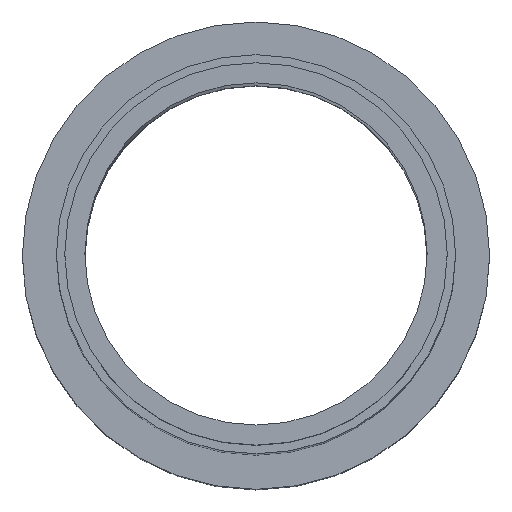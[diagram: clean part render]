
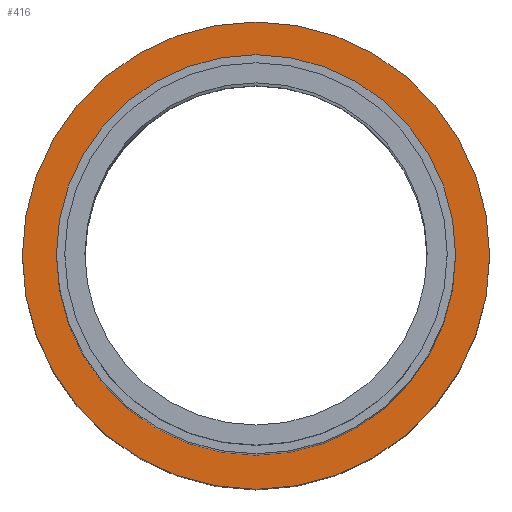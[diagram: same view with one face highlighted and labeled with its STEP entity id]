
A CAD part, top view. The second image highlights one B-rep face of the part: STEP entity #416.
In plain terms, the highlighted planar face has unit normal (0, 0, 1).
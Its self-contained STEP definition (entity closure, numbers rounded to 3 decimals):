
#4 = EDGE_LOOP ( 'NONE', ( #242, #295 ) ) ;
#19 = DIRECTION ( 'NONE',  ( 0., 0., 1. ) ) ;
#25 = FACE_OUTER_BOUND ( 'NONE', #543, .T. ) ;
#50 = DIRECTION ( 'NONE',  ( 0., 0., 1. ) ) ;
#57 = AXIS2_PLACEMENT_3D ( 'NONE', #88, #275, #454 ) ;
#66 = CIRCLE ( 'NONE', #57, 59.65 ) ;
#81 = CARTESIAN_POINT ( 'NONE',  ( 0., 0., -294. ) ) ;
#88 = CARTESIAN_POINT ( 'NONE',  ( 0., 0., -294. ) ) ;
#91 = EDGE_CURVE ( 'NONE', #210, #311, #512, .T. ) ;
#115 = CARTESIAN_POINT ( 'NONE',  ( -69.85, 0., -294. ) ) ;
#127 = AXIS2_PLACEMENT_3D ( 'NONE', #81, #268, #446 ) ;
#141 = CIRCLE ( 'NONE', #127, 69.85 ) ;
#168 = DIRECTION ( 'NONE',  ( -1., 0., 0. ) ) ;
#187 = AXIS2_PLACEMENT_3D ( 'NONE', #392, #584, #168 ) ;
#197 = CARTESIAN_POINT ( 'NONE',  ( -59.65, 0., -294. ) ) ;
#209 = DIRECTION ( 'NONE',  ( 1., 0., 0. ) ) ;
#210 = VERTEX_POINT ( 'NONE', #517 ) ;
#211 = AXIS2_PLACEMENT_3D ( 'NONE', #437, #19, #209 ) ;
#212 = PLANE ( 'NONE',  #187 ) ;
#220 = VERTEX_POINT ( 'NONE', #197 ) ;
#221 = CIRCLE ( 'NONE', #211, 59.65 ) ;
#235 = DIRECTION ( 'NONE',  ( 1., 0., 0. ) ) ;
#242 = ORIENTED_EDGE ( 'NONE', *, *, #365, .F. ) ;
#268 = DIRECTION ( 'NONE',  ( 0., 0., 1. ) ) ;
#272 = ORIENTED_EDGE ( 'NONE', *, *, #468, .T. ) ;
#275 = DIRECTION ( 'NONE',  ( 0., 0., 1. ) ) ;
#295 = ORIENTED_EDGE ( 'NONE', *, *, #537, .F. ) ;
#303 = ORIENTED_EDGE ( 'NONE', *, *, #91, .T. ) ;
#311 = VERTEX_POINT ( 'NONE', #115 ) ;
#365 = EDGE_CURVE ( 'NONE', #573, #220, #221, .T. ) ;
#392 = CARTESIAN_POINT ( 'NONE',  ( 0., 69.85, -294. ) ) ;
#416 = ADVANCED_FACE ( 'NONE', ( #439, #25 ), #212, .F. ) ;
#437 = CARTESIAN_POINT ( 'NONE',  ( 0., 0., -294. ) ) ;
#439 = FACE_BOUND ( 'NONE', #4, .T. ) ;
#446 = DIRECTION ( 'NONE',  ( 1., 0., 0. ) ) ;
#454 = DIRECTION ( 'NONE',  ( 1., 0., 0. ) ) ;
#457 = CARTESIAN_POINT ( 'NONE',  ( 59.65, 0., -294. ) ) ;
#461 = CARTESIAN_POINT ( 'NONE',  ( 0., 0., -294. ) ) ;
#468 = EDGE_CURVE ( 'NONE', #311, #210, #141, .T. ) ;
#504 = AXIS2_PLACEMENT_3D ( 'NONE', #461, #50, #235 ) ;
#512 = CIRCLE ( 'NONE', #504, 69.85 ) ;
#517 = CARTESIAN_POINT ( 'NONE',  ( 69.85, 0., -294. ) ) ;
#537 = EDGE_CURVE ( 'NONE', #220, #573, #66, .T. ) ;
#543 = EDGE_LOOP ( 'NONE', ( #303, #272 ) ) ;
#573 = VERTEX_POINT ( 'NONE', #457 ) ;
#584 = DIRECTION ( 'NONE',  ( 0., 0., -1. ) ) ;
